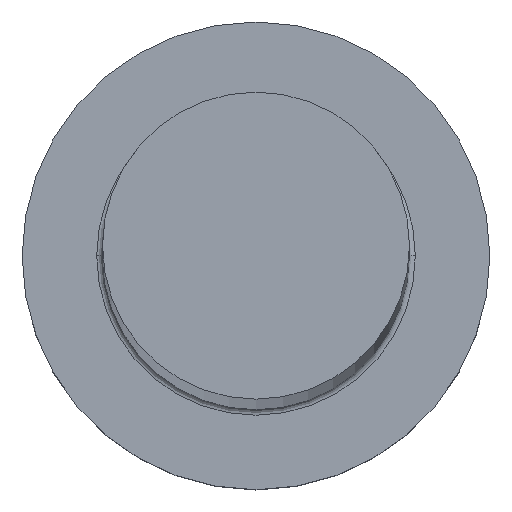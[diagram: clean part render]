
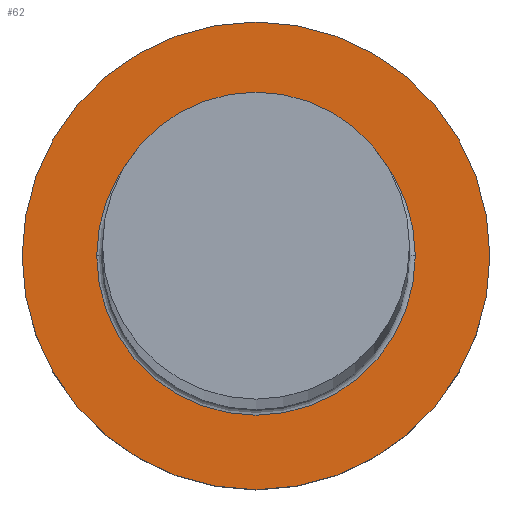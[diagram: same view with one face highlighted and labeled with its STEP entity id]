
A CAD part, top view. The second image highlights one B-rep face of the part: STEP entity #62.
In plain terms, the highlighted planar face has unit normal (0, 0, 1).
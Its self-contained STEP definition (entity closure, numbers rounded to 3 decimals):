
#6 = FACE_OUTER_BOUND ( 'NONE', #51, .T. ) ;
#13 = CARTESIAN_POINT ( 'NONE',  ( 0., 0., 5. ) ) ;
#17 = CIRCLE ( 'NONE', #59, 8. ) ;
#24 = ORIENTED_EDGE ( 'NONE', *, *, #36, .T. ) ;
#33 = CARTESIAN_POINT ( 'NONE',  ( 8., 0., 5. ) ) ;
#36 = EDGE_CURVE ( 'NONE', #287, #100, #17, .T. ) ;
#46 = AXIS2_PLACEMENT_3D ( 'NONE', #84, #253, #206 ) ;
#51 = EDGE_LOOP ( 'NONE', ( #24, #70 ) ) ;
#55 = DIRECTION ( 'NONE',  ( 1., 0., 0. ) ) ;
#58 = DIRECTION ( 'NONE',  ( 0., 0., 1. ) ) ;
#59 = AXIS2_PLACEMENT_3D ( 'NONE', #242, #198, #266 ) ;
#62 = ADVANCED_FACE ( 'NONE', ( #222, #6 ), #201, .T. ) ;
#65 = AXIS2_PLACEMENT_3D ( 'NONE', #245, #58, #295 ) ;
#70 = ORIENTED_EDGE ( 'NONE', *, *, #106, .T. ) ;
#73 = ORIENTED_EDGE ( 'NONE', *, *, #204, .T. ) ;
#84 = CARTESIAN_POINT ( 'NONE',  ( 0., 0., 5. ) ) ;
#87 = CARTESIAN_POINT ( 'NONE',  ( -8., 0., 5. ) ) ;
#100 = VERTEX_POINT ( 'NONE', #33 ) ;
#106 = EDGE_CURVE ( 'NONE', #100, #287, #167, .T. ) ;
#120 = EDGE_CURVE ( 'NONE', #157, #180, #304, .T. ) ;
#125 = ORIENTED_EDGE ( 'NONE', *, *, #120, .T. ) ;
#135 = AXIS2_PLACEMENT_3D ( 'NONE', #163, #138, #203 ) ;
#138 = DIRECTION ( 'NONE',  ( 0., 0., -1. ) ) ;
#145 = EDGE_LOOP ( 'NONE', ( #125, #73 ) ) ;
#157 = VERTEX_POINT ( 'NONE', #273 ) ;
#160 = AXIS2_PLACEMENT_3D ( 'NONE', #13, #275, #55 ) ;
#163 = CARTESIAN_POINT ( 'NONE',  ( 0., 0., 5. ) ) ;
#167 = CIRCLE ( 'NONE', #46, 8. ) ;
#180 = VERTEX_POINT ( 'NONE', #231 ) ;
#198 = DIRECTION ( 'NONE',  ( 0., 0., 1. ) ) ;
#201 = PLANE ( 'NONE',  #65 ) ;
#203 = DIRECTION ( 'NONE',  ( 1., 0., 0. ) ) ;
#204 = EDGE_CURVE ( 'NONE', #180, #157, #240, .T. ) ;
#206 = DIRECTION ( 'NONE',  ( 1., 0., 0. ) ) ;
#222 = FACE_BOUND ( 'NONE', #145, .T. ) ;
#231 = CARTESIAN_POINT ( 'NONE',  ( -5.45, 0., 5. ) ) ;
#240 = CIRCLE ( 'NONE', #135, 5.45 ) ;
#242 = CARTESIAN_POINT ( 'NONE',  ( 0., 0., 5. ) ) ;
#245 = CARTESIAN_POINT ( 'NONE',  ( 0., 0., 5. ) ) ;
#253 = DIRECTION ( 'NONE',  ( 0., 0., 1. ) ) ;
#266 = DIRECTION ( 'NONE',  ( 1., 0., 0. ) ) ;
#273 = CARTESIAN_POINT ( 'NONE',  ( 5.45, 0., 5. ) ) ;
#275 = DIRECTION ( 'NONE',  ( 0., 0., -1. ) ) ;
#287 = VERTEX_POINT ( 'NONE', #87 ) ;
#295 = DIRECTION ( 'NONE',  ( 1., 0., 0. ) ) ;
#304 = CIRCLE ( 'NONE', #160, 5.45 ) ;
